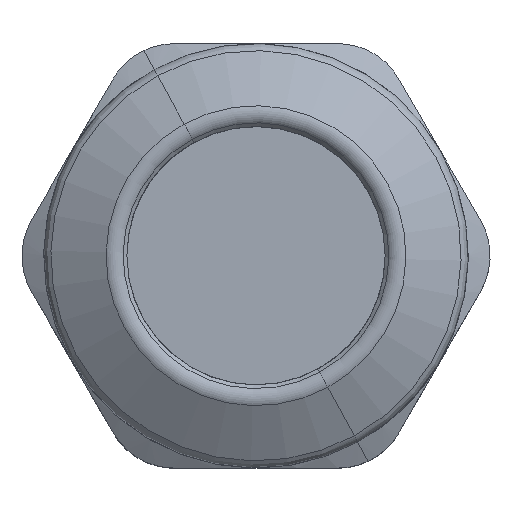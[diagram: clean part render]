
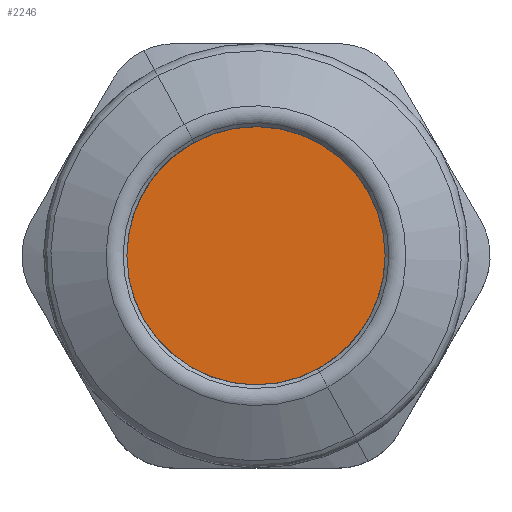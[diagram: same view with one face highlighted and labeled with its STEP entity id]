
A CAD part, top view. The second image highlights one B-rep face of the part: STEP entity #2246.
In plain terms, the highlighted planar face has unit normal (0, 0, 1).
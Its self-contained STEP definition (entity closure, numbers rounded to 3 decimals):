
#2201=CARTESIAN_POINT('Vertex',(9.125,0.,21.8)) ;
#2204=CARTESIAN_POINT('Axis2P3D Location',(0.,0.,21.8)) ;
#2208=CARTESIAN_POINT('Vertex',(-9.125,0.,21.8)) ;
#2224=CARTESIAN_POINT('Axis2P3D Location',(0.,0.,21.8)) ;
#2237=CARTESIAN_POINT('Axis2P3D Location',(0.,0.,21.8)) ;
#2205=DIRECTION('Axis2P3D Direction',(0.,-0.,-1.)) ;
#2225=DIRECTION('Axis2P3D Direction',(0.,-0.,-1.)) ;
#2238=DIRECTION('Axis2P3D Direction',(0.,0.,-1.)) ;
#2239=DIRECTION('Axis2P3D XDirection',(1.,0.,0.)) ;
#2206=AXIS2_PLACEMENT_3D('Circle Axis2P3D',#2204,#2205,$) ;
#2226=AXIS2_PLACEMENT_3D('Circle Axis2P3D',#2224,#2225,$) ;
#2240=AXIS2_PLACEMENT_3D('Plane Axis2P3D',#2237,#2238,#2239) ;
#2207=CIRCLE('generated circle',#2206,9.125) ;
#2227=CIRCLE('generated circle',#2226,9.125) ;
#2241=PLANE('',#2240) ;
#2210=EDGE_CURVE('',#2202,#2209,#2207,.T.) ;
#2228=EDGE_CURVE('',#2209,#2202,#2227,.T.) ;
#2243=ORIENTED_EDGE('',*,*,#2228,.F.) ;
#2244=ORIENTED_EDGE('',*,*,#2210,.F.) ;
#2242=EDGE_LOOP('',(#2243,#2244)) ;
#2202=VERTEX_POINT('',#2201) ;
#2209=VERTEX_POINT('',#2208) ;
#2246=ADVANCED_FACE('PartBody',(#2245),#2241,.F.) ;
#2245=FACE_OUTER_BOUND('',#2242,.T.) ;
